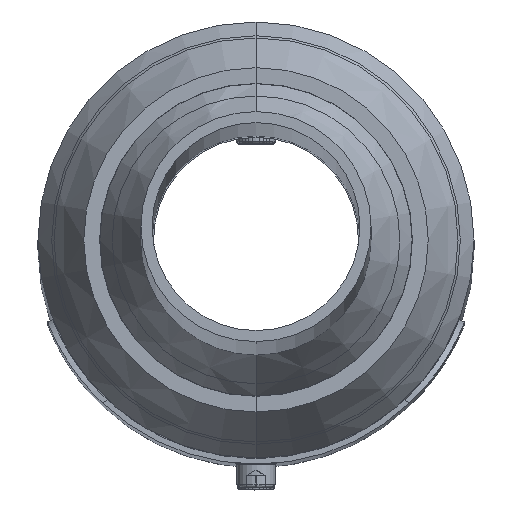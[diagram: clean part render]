
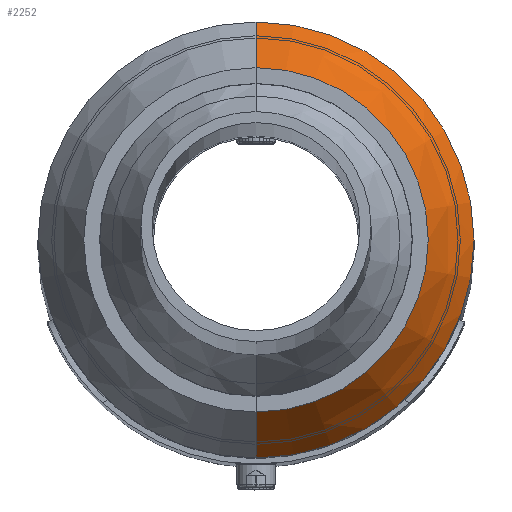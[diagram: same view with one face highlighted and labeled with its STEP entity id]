
A CAD part, top view. The second image highlights one B-rep face of the part: STEP entity #2252.
In plain terms, the highlighted conical face has half-angle 31 degrees and reference radius 45.133 mm.
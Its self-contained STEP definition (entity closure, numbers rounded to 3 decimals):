
#24 = CARTESIAN_POINT ( 'NONE',  ( 0., 1480., 0. ) ) ;
#57 = CARTESIAN_POINT ( 'NONE',  ( 0., 1500., -45.133 ) ) ;
#73 = CIRCLE ( 'NONE', #3163, 45.133 ) ;
#129 = EDGE_CURVE ( 'NONE', #4413, #1662, #73, .T. ) ;
#195 = EDGE_CURVE ( 'NONE', #1034, #1469, #2587, .T. ) ;
#325 = CARTESIAN_POINT ( 'NONE',  ( 0., 1500., 45.133 ) ) ;
#718 = DIRECTION ( 'NONE',  ( 0., 1., 0. ) ) ;
#741 = DIRECTION ( 'NONE',  ( 0., 0., 1. ) ) ;
#865 = ORIENTED_EDGE ( 'NONE', *, *, #4017, .F. ) ;
#947 = EDGE_CURVE ( 'NONE', #4413, #1034, #3443, .T. ) ;
#1034 = VERTEX_POINT ( 'NONE', #2822 ) ;
#1058 = DIRECTION ( 'NONE',  ( 0., 0., -1. ) ) ;
#1123 = DIRECTION ( 'NONE',  ( 0., 0., 1. ) ) ;
#1194 = ORIENTED_EDGE ( 'NONE', *, *, #195, .T. ) ;
#1469 = VERTEX_POINT ( 'NONE', #3649 ) ;
#1649 = AXIS2_PLACEMENT_3D ( 'NONE', #24, #718, #741 ) ;
#1662 = VERTEX_POINT ( 'NONE', #57 ) ;
#1686 = DIRECTION ( 'NONE',  ( 0., -1., 0. ) ) ;
#1690 = DIRECTION ( 'NONE',  ( 0., -0.857, 0.515 ) ) ;
#1704 = FACE_OUTER_BOUND ( 'NONE', #4187, .T. ) ;
#2252 = ADVANCED_FACE ( 'NONE', ( #1704 ), #2299, .T. ) ;
#2299 = CONICAL_SURFACE ( 'NONE', #2671, 45.133, 0.541 ) ;
#2330 = LINE ( 'NONE', #3708, #2737 ) ;
#2587 = CIRCLE ( 'NONE', #1649, 57.15 ) ;
#2671 = AXIS2_PLACEMENT_3D ( 'NONE', #4150, #1686, #1058 ) ;
#2737 = VECTOR ( 'NONE', #3009, 1000. ) ;
#2782 = CARTESIAN_POINT ( 'NONE',  ( 0., 1500., 0. ) ) ;
#2822 = CARTESIAN_POINT ( 'NONE',  ( 0., 1480., 57.15 ) ) ;
#2935 = ORIENTED_EDGE ( 'NONE', *, *, #947, .T. ) ;
#2939 = ORIENTED_EDGE ( 'NONE', *, *, #129, .F. ) ;
#3009 = DIRECTION ( 'NONE',  ( 0., -0.857, -0.515 ) ) ;
#3163 = AXIS2_PLACEMENT_3D ( 'NONE', #2782, #3174, #1123 ) ;
#3174 = DIRECTION ( 'NONE',  ( 0., 1., 0. ) ) ;
#3248 = CARTESIAN_POINT ( 'NONE',  ( 0., 1500., 45.133 ) ) ;
#3443 = LINE ( 'NONE', #325, #4018 ) ;
#3649 = CARTESIAN_POINT ( 'NONE',  ( 0., 1480., -57.15 ) ) ;
#3708 = CARTESIAN_POINT ( 'NONE',  ( 0., 1500., -45.133 ) ) ;
#4017 = EDGE_CURVE ( 'NONE', #1662, #1469, #2330, .T. ) ;
#4018 = VECTOR ( 'NONE', #1690, 1000. ) ;
#4150 = CARTESIAN_POINT ( 'NONE',  ( 0., 1500., 0. ) ) ;
#4187 = EDGE_LOOP ( 'NONE', ( #2939, #2935, #1194, #865 ) ) ;
#4413 = VERTEX_POINT ( 'NONE', #3248 ) ;
